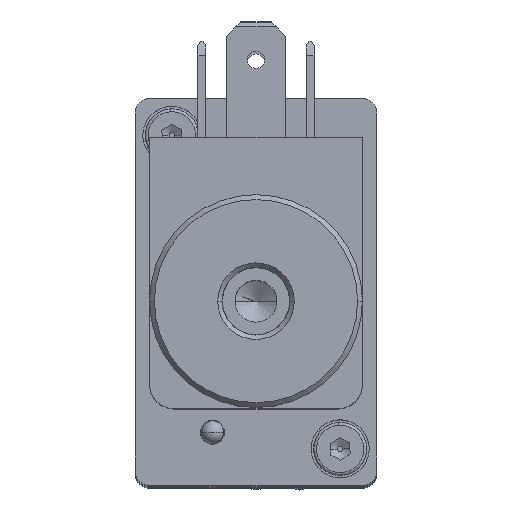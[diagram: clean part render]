
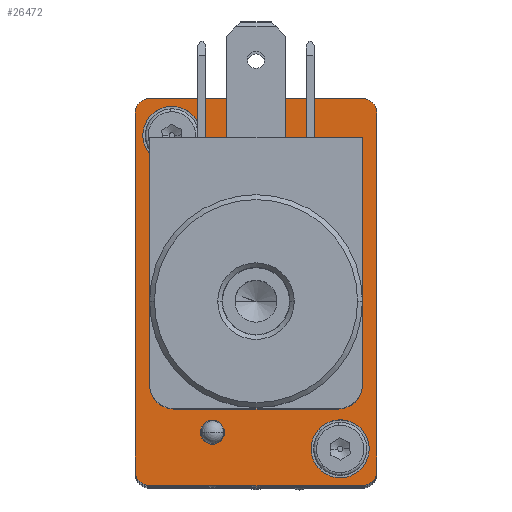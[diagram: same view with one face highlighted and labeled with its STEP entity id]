
A CAD part, top view. The second image highlights one B-rep face of the part: STEP entity #26472.
In plain terms, the highlighted face is planar.
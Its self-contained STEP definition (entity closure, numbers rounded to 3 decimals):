
#21820=CARTESIAN_POINT('',(7.2,43.25,15.2));
#21821=VERTEX_POINT('',#21820);
#21837=CARTESIAN_POINT('',(7.2,43.25,9.2));
#21838=VERTEX_POINT('',#21837);
#21845=CARTESIAN_POINT('',(7.2,43.25,12.2));
#21846=DIRECTION('',(0.0,-1.0,0.0));
#21847=DIRECTION('',(0.0,0.0,1.0));
#21848=AXIS2_PLACEMENT_3D('',#21845,#21846,#21847);
#21849=CIRCLE('',#21848,3.0);
#21850=EDGE_CURVE('',#21821,#21838,#21849,.T.);
#21862=CARTESIAN_POINT('',(-10.2,43.25,-17.2));
#21863=VERTEX_POINT('',#21862);
#21879=CARTESIAN_POINT('',(-10.2,43.25,-23.2));
#21880=VERTEX_POINT('',#21879);
#21887=CARTESIAN_POINT('',(-10.2,43.25,-20.2));
#21888=DIRECTION('',(0.0,-1.0,0.0));
#21889=DIRECTION('',(0.0,0.0,1.0));
#21890=AXIS2_PLACEMENT_3D('',#21887,#21888,#21889);
#21891=CIRCLE('',#21890,3.0);
#21892=EDGE_CURVE('',#21863,#21880,#21891,.T.);
#21904=CARTESIAN_POINT('',(-13.561,43.25,15.561));
#21905=VERTEX_POINT('',#21904);
#21921=CARTESIAN_POINT('',(-12.5,43.25,16.));
#21922=VERTEX_POINT('',#21921);
#21929=CARTESIAN_POINT('',(-12.5,43.25,14.5));
#21930=DIRECTION('',(0.0,-1.,0.0));
#21931=DIRECTION('',(-0.707,0.0,0.707));
#21932=AXIS2_PLACEMENT_3D('',#21929,#21930,#21931);
#21933=CIRCLE('',#21932,1.5);
#21934=EDGE_CURVE('',#21922,#21905,#21933,.T.);
#21946=CARTESIAN_POINT('',(-13.561,43.25,-23.561));
#21947=VERTEX_POINT('',#21946);
#21963=CARTESIAN_POINT('',(-14.0,43.25,-22.5));
#21964=VERTEX_POINT('',#21963);
#21971=CARTESIAN_POINT('',(-12.5,43.25,-22.5));
#21972=DIRECTION('',(0.0,-1.,0.0));
#21973=DIRECTION('',(-0.707,0.0,-0.707));
#21974=AXIS2_PLACEMENT_3D('',#21971,#21972,#21973);
#21975=CIRCLE('',#21974,1.5);
#21976=EDGE_CURVE('',#21964,#21947,#21975,.T.);
#21988=CARTESIAN_POINT('',(10.561,43.25,-23.561));
#21989=VERTEX_POINT('',#21988);
#22005=CARTESIAN_POINT('',(9.5,43.25,-24.0));
#22006=VERTEX_POINT('',#22005);
#22013=CARTESIAN_POINT('',(9.5,43.25,-22.5));
#22014=DIRECTION('',(0.0,-1.,0.0));
#22015=DIRECTION('',(0.707,0.0,-0.707));
#22016=AXIS2_PLACEMENT_3D('',#22013,#22014,#22015);
#22017=CIRCLE('',#22016,1.5);
#22018=EDGE_CURVE('',#22006,#21989,#22017,.T.);
#22030=CARTESIAN_POINT('',(10.561,43.25,15.561));
#22031=VERTEX_POINT('',#22030);
#22047=CARTESIAN_POINT('',(11.0,43.25,14.5));
#22048=VERTEX_POINT('',#22047);
#22055=CARTESIAN_POINT('',(9.5,43.25,14.5));
#22056=DIRECTION('',(0.0,-1.,0.0));
#22057=DIRECTION('',(0.707,0.0,0.707));
#22058=AXIS2_PLACEMENT_3D('',#22055,#22056,#22057);
#22059=CIRCLE('',#22058,1.5);
#22060=EDGE_CURVE('',#22048,#22031,#22059,.T.);
#22758=CARTESIAN_POINT('',(-1.5,43.25,15.5));
#22759=VERTEX_POINT('',#22758);
#22775=CARTESIAN_POINT('',(-1.5,43.25,10.5));
#22776=VERTEX_POINT('',#22775);
#22783=CARTESIAN_POINT('',(-1.5,43.25,13.));
#22784=DIRECTION('',(0.0,-1.0,0.0));
#22785=DIRECTION('',(0.0,0.0,1.0));
#22786=AXIS2_PLACEMENT_3D('',#22783,#22784,#22785);
#22787=CIRCLE('',#22786,2.5);
#22788=EDGE_CURVE('',#22759,#22776,#22787,.T.);
#22841=CARTESIAN_POINT('',(7.5,43.25,-5.));
#22842=VERTEX_POINT('',#22841);
#22858=CARTESIAN_POINT('',(-10.5,43.25,-5.));
#22859=VERTEX_POINT('',#22858);
#22866=CARTESIAN_POINT('',(-1.5,43.25,-5.));
#22867=DIRECTION('',(0.0,-1.0,0.0));
#22868=DIRECTION('',(1.0,0.0,0.0));
#22869=AXIS2_PLACEMENT_3D('',#22866,#22867,#22868);
#22870=CIRCLE('',#22869,9.0);
#22871=EDGE_CURVE('',#22842,#22859,#22870,.T.);
#23940=CARTESIAN_POINT('',(3.0,43.25,-17.25));
#23941=VERTEX_POINT('',#23940);
#23957=CARTESIAN_POINT('',(3.0,43.25,-19.75));
#23958=VERTEX_POINT('',#23957);
#23965=CARTESIAN_POINT('',(3.0,43.25,-18.5));
#23966=DIRECTION('',(0.0,-1.0,0.0));
#23967=DIRECTION('',(0.0,0.0,1.0));
#23968=AXIS2_PLACEMENT_3D('',#23965,#23966,#23967);
#23969=CIRCLE('',#23968,1.25);
#23970=EDGE_CURVE('',#23941,#23958,#23969,.T.);
#24021=CARTESIAN_POINT('',(3.0,43.25,-18.5));
#24022=DIRECTION('',(0.0,-1.0,0.0));
#24023=DIRECTION('',(0.0,0.0,1.0));
#24024=AXIS2_PLACEMENT_3D('',#24021,#24022,#24023);
#24025=CIRCLE('',#24024,1.25);
#24026=EDGE_CURVE('',#23958,#23941,#24025,.T.);
#25454=CARTESIAN_POINT('',(-1.5,43.25,-5.));
#25455=DIRECTION('',(0.0,-1.0,0.0));
#25456=DIRECTION('',(1.0,0.0,0.0));
#25457=AXIS2_PLACEMENT_3D('',#25454,#25455,#25456);
#25458=CIRCLE('',#25457,9.0);
#25459=EDGE_CURVE('',#22859,#22842,#25458,.T.);
#25515=CARTESIAN_POINT('',(-1.5,43.25,13.));
#25516=DIRECTION('',(0.0,-1.0,0.0));
#25517=DIRECTION('',(0.0,0.0,1.0));
#25518=AXIS2_PLACEMENT_3D('',#25515,#25516,#25517);
#25519=CIRCLE('',#25518,2.5);
#25520=EDGE_CURVE('',#22776,#22759,#25519,.T.);
#26329=CARTESIAN_POINT('',(9.5,43.25,16.));
#26330=VERTEX_POINT('',#26329);
#26331=CARTESIAN_POINT('',(9.5,43.25,14.5));
#26332=DIRECTION('',(0.0,-1.,0.0));
#26333=DIRECTION('',(0.707,0.0,0.707));
#26334=AXIS2_PLACEMENT_3D('',#26331,#26332,#26333);
#26335=CIRCLE('',#26334,1.5);
#26336=EDGE_CURVE('',#22031,#26330,#26335,.T.);
#26362=CARTESIAN_POINT('',(9.5,43.25,16.));
#26363=DIRECTION('',(-1.0,0.0,0.0));
#26364=VECTOR('',#26363,22.0);
#26365=LINE('',#26362,#26364);
#26366=EDGE_CURVE('',#26330,#21922,#26365,.T.);
#26382=CARTESIAN_POINT('',(0.,43.25,0.));
#26383=DIRECTION('',(0.0,1.0,0.0));
#26384=DIRECTION('',(0.0,0.0,1.0));
#26385=AXIS2_PLACEMENT_3D('',#26382,#26383,#26384);
#26386=PLANE('',#26385);
#26387=ORIENTED_EDGE('',*,*,#22060,.F.);
#26388=CARTESIAN_POINT('',(11.0,43.25,-22.5));
#26389=VERTEX_POINT('',#26388);
#26390=CARTESIAN_POINT('',(11.0,43.25,-22.5));
#26391=DIRECTION('',(0.0,0.0,1.0));
#26392=VECTOR('',#26391,37.0);
#26393=LINE('',#26390,#26392);
#26394=EDGE_CURVE('',#26389,#22048,#26393,.T.);
#26395=ORIENTED_EDGE('',*,*,#26394,.F.);
#26396=CARTESIAN_POINT('',(9.5,43.25,-22.5));
#26397=DIRECTION('',(0.0,-1.,0.0));
#26398=DIRECTION('',(0.707,0.0,-0.707));
#26399=AXIS2_PLACEMENT_3D('',#26396,#26397,#26398);
#26400=CIRCLE('',#26399,1.5);
#26401=EDGE_CURVE('',#21989,#26389,#26400,.T.);
#26402=ORIENTED_EDGE('',*,*,#26401,.F.);
#26403=ORIENTED_EDGE('',*,*,#22018,.F.);
#26404=CARTESIAN_POINT('',(-12.5,43.25,-24.0));
#26405=VERTEX_POINT('',#26404);
#26406=CARTESIAN_POINT('',(-12.5,43.25,-24.0));
#26407=DIRECTION('',(1.0,0.0,0.0));
#26408=VECTOR('',#26407,22.0);
#26409=LINE('',#26406,#26408);
#26410=EDGE_CURVE('',#26405,#22006,#26409,.T.);
#26411=ORIENTED_EDGE('',*,*,#26410,.F.);
#26412=CARTESIAN_POINT('',(-12.5,43.25,-22.5));
#26413=DIRECTION('',(0.0,-1.,0.0));
#26414=DIRECTION('',(-0.707,0.0,-0.707));
#26415=AXIS2_PLACEMENT_3D('',#26412,#26413,#26414);
#26416=CIRCLE('',#26415,1.5);
#26417=EDGE_CURVE('',#21947,#26405,#26416,.T.);
#26418=ORIENTED_EDGE('',*,*,#26417,.F.);
#26419=ORIENTED_EDGE('',*,*,#21976,.F.);
#26420=CARTESIAN_POINT('',(-14.0,43.25,14.5));
#26421=VERTEX_POINT('',#26420);
#26422=CARTESIAN_POINT('',(-14.0,43.25,14.5));
#26423=DIRECTION('',(0.0,0.0,-1.0));
#26424=VECTOR('',#26423,37.0);
#26425=LINE('',#26422,#26424);
#26426=EDGE_CURVE('',#26421,#21964,#26425,.T.);
#26427=ORIENTED_EDGE('',*,*,#26426,.F.);
#26428=CARTESIAN_POINT('',(-12.5,43.25,14.5));
#26429=DIRECTION('',(0.0,-1.,0.0));
#26430=DIRECTION('',(-0.707,0.0,0.707));
#26431=AXIS2_PLACEMENT_3D('',#26428,#26429,#26430);
#26432=CIRCLE('',#26431,1.5);
#26433=EDGE_CURVE('',#21905,#26421,#26432,.T.);
#26434=ORIENTED_EDGE('',*,*,#26433,.F.);
#26435=ORIENTED_EDGE('',*,*,#21934,.F.);
#26436=ORIENTED_EDGE('',*,*,#26366,.F.);
#26437=ORIENTED_EDGE('',*,*,#26336,.F.);
#26438=EDGE_LOOP('',(#26387,#26395,#26402,#26403,#26411,#26418,#26419,#26427,#26434,#26435,#26436,#26437));
#26439=FACE_OUTER_BOUND('',#26438,.T.);
#26440=ORIENTED_EDGE('',*,*,#23970,.T.);
#26441=ORIENTED_EDGE('',*,*,#24026,.T.);
#26442=EDGE_LOOP('',(#26440,#26441));
#26443=FACE_BOUND('',#26442,.T.);
#26444=ORIENTED_EDGE('',*,*,#22871,.T.);
#26445=ORIENTED_EDGE('',*,*,#25459,.T.);
#26446=EDGE_LOOP('',(#26444,#26445));
#26447=FACE_BOUND('',#26446,.T.);
#26448=ORIENTED_EDGE('',*,*,#22788,.T.);
#26449=ORIENTED_EDGE('',*,*,#25520,.T.);
#26450=EDGE_LOOP('',(#26448,#26449));
#26451=FACE_BOUND('',#26450,.T.);
#26452=ORIENTED_EDGE('',*,*,#21892,.T.);
#26453=CARTESIAN_POINT('',(-10.2,43.25,-20.2));
#26454=DIRECTION('',(0.0,-1.0,0.0));
#26455=DIRECTION('',(0.0,0.0,1.0));
#26456=AXIS2_PLACEMENT_3D('',#26453,#26454,#26455);
#26457=CIRCLE('',#26456,3.0);
#26458=EDGE_CURVE('',#21880,#21863,#26457,.T.);
#26459=ORIENTED_EDGE('',*,*,#26458,.T.);
#26460=EDGE_LOOP('',(#26452,#26459));
#26461=FACE_BOUND('',#26460,.T.);
#26462=ORIENTED_EDGE('',*,*,#21850,.T.);
#26463=CARTESIAN_POINT('',(7.2,43.25,12.2));
#26464=DIRECTION('',(0.0,-1.0,0.0));
#26465=DIRECTION('',(0.0,0.0,1.0));
#26466=AXIS2_PLACEMENT_3D('',#26463,#26464,#26465);
#26467=CIRCLE('',#26466,3.0);
#26468=EDGE_CURVE('',#21838,#21821,#26467,.T.);
#26469=ORIENTED_EDGE('',*,*,#26468,.T.);
#26470=EDGE_LOOP('',(#26462,#26469));
#26471=FACE_BOUND('',#26470,.T.);
#26472=ADVANCED_FACE('',(#26439,#26443,#26447,#26451,#26461,#26471),#26386,.T.);
